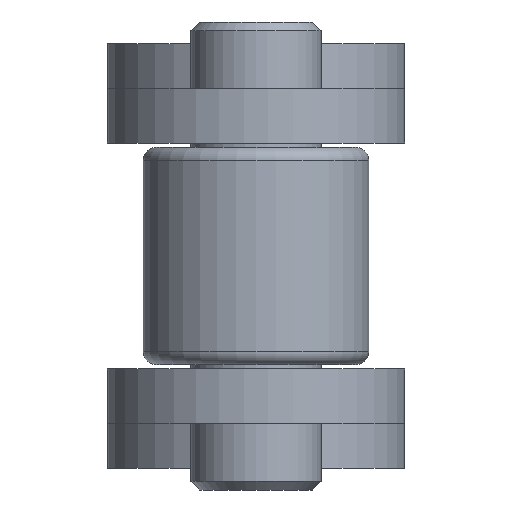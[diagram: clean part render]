
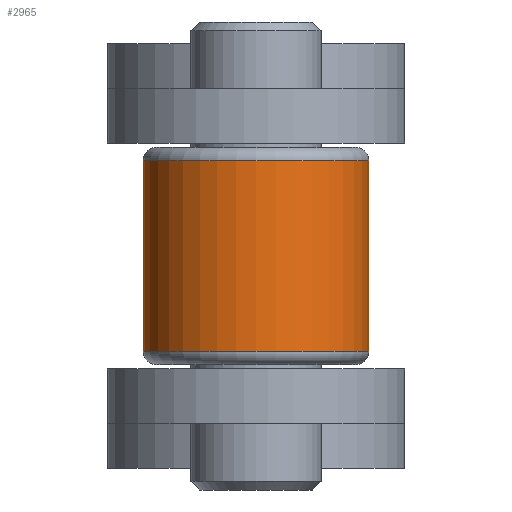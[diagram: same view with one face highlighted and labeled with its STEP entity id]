
A CAD part, left-side view. The second image highlights one B-rep face of the part: STEP entity #2965.
In plain terms, the highlighted cylindrical face has radius 12.7 mm (diameter 25.4 mm), a full revolution.
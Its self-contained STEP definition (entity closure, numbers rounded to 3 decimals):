
#2965 = ADVANCED_FACE('',(#2966),#2980,.T.);
#2966 = FACE_BOUND('',#2967,.T.);
#2967 = EDGE_LOOP('',(#2968,#2998,#3025,#3026));
#2968 = ORIENTED_EDGE('',*,*,#2969,.T.);
#2969 = EDGE_CURVE('',#2970,#2972,#2974,.T.);
#2970 = VERTEX_POINT('',#2971);
#2971 = CARTESIAN_POINT('',(-6.35,0.,-10.7));
#2972 = VERTEX_POINT('',#2973);
#2973 = CARTESIAN_POINT('',(-6.35,0.,10.7));
#2974 = SEAM_CURVE('',#2975,(#2979,#2991),.PCURVE_S1.);
#2975 = LINE('',#2976,#2977);
#2976 = CARTESIAN_POINT('',(-6.35,0.,-12.2));
#2977 = VECTOR('',#2978,1.);
#2978 = DIRECTION('',(0.,0.,1.));
#2979 = PCURVE('',#2980,#2985);
#2980 = CYLINDRICAL_SURFACE('',#2981,12.7);
#2981 = AXIS2_PLACEMENT_3D('',#2982,#2983,#2984);
#2982 = CARTESIAN_POINT('',(-19.05,0.,-12.2));
#2983 = DIRECTION('',(0.,0.,1.));
#2984 = DIRECTION('',(1.,0.,0.));
#2985 = DEFINITIONAL_REPRESENTATION('',(#2986),#2990);
#2986 = LINE('',#2987,#2988);
#2987 = CARTESIAN_POINT('',(6.283,-0.));
#2988 = VECTOR('',#2989,1.);
#2989 = DIRECTION('',(0.,1.));
#2990 = ( GEOMETRIC_REPRESENTATION_CONTEXT(2) 
PARAMETRIC_REPRESENTATION_CONTEXT() REPRESENTATION_CONTEXT('2D SPACE',''
  ) );
#2991 = PCURVE('',#2980,#2992);
#2992 = DEFINITIONAL_REPRESENTATION('',(#2993),#2997);
#2993 = LINE('',#2994,#2995);
#2994 = CARTESIAN_POINT('',(0.,-0.));
#2995 = VECTOR('',#2996,1.);
#2996 = DIRECTION('',(0.,1.));
#2997 = ( GEOMETRIC_REPRESENTATION_CONTEXT(2) 
PARAMETRIC_REPRESENTATION_CONTEXT() REPRESENTATION_CONTEXT('2D SPACE',''
  ) );
#2998 = ORIENTED_EDGE('',*,*,#2999,.F.);
#2999 = EDGE_CURVE('',#2972,#2972,#3000,.T.);
#3000 = SURFACE_CURVE('',#3001,(#3006,#3013),.PCURVE_S1.);
#3001 = CIRCLE('',#3002,12.7);
#3002 = AXIS2_PLACEMENT_3D('',#3003,#3004,#3005);
#3003 = CARTESIAN_POINT('',(-19.05,0.,10.7));
#3004 = DIRECTION('',(0.,0.,1.));
#3005 = DIRECTION('',(1.,0.,0.));
#3006 = PCURVE('',#2980,#3007);
#3007 = DEFINITIONAL_REPRESENTATION('',(#3008),#3012);
#3008 = LINE('',#3009,#3010);
#3009 = CARTESIAN_POINT('',(0.,22.9));
#3010 = VECTOR('',#3011,1.);
#3011 = DIRECTION('',(1.,0.));
#3012 = ( GEOMETRIC_REPRESENTATION_CONTEXT(2) 
PARAMETRIC_REPRESENTATION_CONTEXT() REPRESENTATION_CONTEXT('2D SPACE',''
  ) );
#3013 = PCURVE('',#3014,#3019);
#3014 = TOROIDAL_SURFACE('',#3015,11.2,1.5);
#3015 = AXIS2_PLACEMENT_3D('',#3016,#3017,#3018);
#3016 = CARTESIAN_POINT('',(-19.05,0.,10.7));
#3017 = DIRECTION('',(0.,0.,1.));
#3018 = DIRECTION('',(1.,0.,0.));
#3019 = DEFINITIONAL_REPRESENTATION('',(#3020),#3024);
#3020 = LINE('',#3021,#3022);
#3021 = CARTESIAN_POINT('',(0.,0.));
#3022 = VECTOR('',#3023,1.);
#3023 = DIRECTION('',(1.,0.));
#3024 = ( GEOMETRIC_REPRESENTATION_CONTEXT(2) 
PARAMETRIC_REPRESENTATION_CONTEXT() REPRESENTATION_CONTEXT('2D SPACE',''
  ) );
#3025 = ORIENTED_EDGE('',*,*,#2969,.F.);
#3026 = ORIENTED_EDGE('',*,*,#3027,.T.);
#3027 = EDGE_CURVE('',#2970,#2970,#3028,.T.);
#3028 = SURFACE_CURVE('',#3029,(#3034,#3041),.PCURVE_S1.);
#3029 = CIRCLE('',#3030,12.7);
#3030 = AXIS2_PLACEMENT_3D('',#3031,#3032,#3033);
#3031 = CARTESIAN_POINT('',(-19.05,0.,-10.7));
#3032 = DIRECTION('',(0.,0.,1.));
#3033 = DIRECTION('',(1.,0.,0.));
#3034 = PCURVE('',#2980,#3035);
#3035 = DEFINITIONAL_REPRESENTATION('',(#3036),#3040);
#3036 = LINE('',#3037,#3038);
#3037 = CARTESIAN_POINT('',(0.,1.5));
#3038 = VECTOR('',#3039,1.);
#3039 = DIRECTION('',(1.,0.));
#3040 = ( GEOMETRIC_REPRESENTATION_CONTEXT(2) 
PARAMETRIC_REPRESENTATION_CONTEXT() REPRESENTATION_CONTEXT('2D SPACE',''
  ) );
#3041 = PCURVE('',#3042,#3047);
#3042 = TOROIDAL_SURFACE('',#3043,11.2,1.5);
#3043 = AXIS2_PLACEMENT_3D('',#3044,#3045,#3046);
#3044 = CARTESIAN_POINT('',(-19.05,0.,-10.7));
#3045 = DIRECTION('',(-0.,-0.,-1.));
#3046 = DIRECTION('',(1.,0.,0.));
#3047 = DEFINITIONAL_REPRESENTATION('',(#3048),#3052);
#3048 = LINE('',#3049,#3050);
#3049 = CARTESIAN_POINT('',(-0.,0.));
#3050 = VECTOR('',#3051,1.);
#3051 = DIRECTION('',(-1.,0.));
#3052 = ( GEOMETRIC_REPRESENTATION_CONTEXT(2) 
PARAMETRIC_REPRESENTATION_CONTEXT() REPRESENTATION_CONTEXT('2D SPACE',''
  ) );
